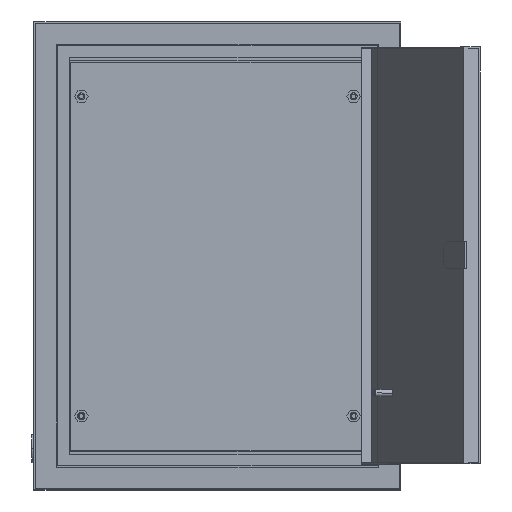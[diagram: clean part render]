
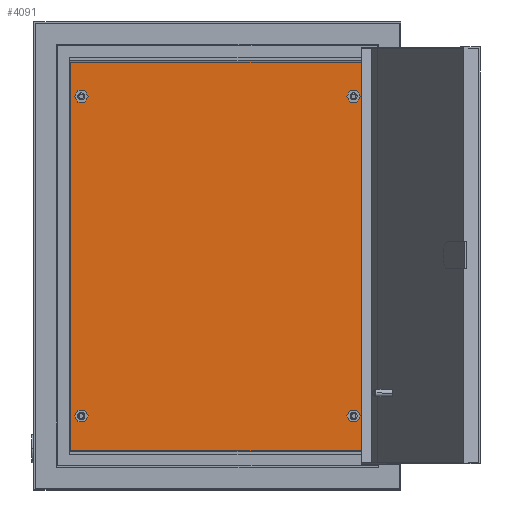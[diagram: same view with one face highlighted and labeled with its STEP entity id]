
A CAD part, top view. The second image highlights one B-rep face of the part: STEP entity #4091.
In plain terms, the highlighted planar face has unit normal (0, 0, 1).
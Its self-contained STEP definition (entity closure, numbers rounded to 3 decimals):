
#11 = ORIENTED_EDGE ( 'NONE', *, *, #4189, .F. ) ;
#34 = VECTOR ( 'NONE', #2088, 1000. ) ;
#36 = FACE_BOUND ( 'NONE', #1191, .T. ) ;
#61 = VERTEX_POINT ( 'NONE', #1552 ) ;
#64 = EDGE_CURVE ( 'NONE', #2676, #555, #2022, .T. ) ;
#84 = CIRCLE ( 'NONE', #2538, 4. ) ;
#127 = CARTESIAN_POINT ( 'NONE',  ( -119., 135., 0. ) ) ;
#133 = ORIENTED_EDGE ( 'NONE', *, *, #64, .F. ) ;
#150 = FACE_BOUND ( 'NONE', #2968, .T. ) ;
#199 = CARTESIAN_POINT ( 'NONE',  ( -125., 165., 0. ) ) ;
#266 = CIRCLE ( 'NONE', #3016, 4. ) ;
#291 = ORIENTED_EDGE ( 'NONE', *, *, #3894, .T. ) ;
#292 = VERTEX_POINT ( 'NONE', #1325 ) ;
#374 = CARTESIAN_POINT ( 'NONE',  ( -125., 165., 0. ) ) ;
#420 = CARTESIAN_POINT ( 'NONE',  ( -119., -135., 0. ) ) ;
#437 = CIRCLE ( 'NONE', #456, 4. ) ;
#456 = AXIS2_PLACEMENT_3D ( 'NONE', #1564, #2964, #902 ) ;
#477 = AXIS2_PLACEMENT_3D ( 'NONE', #3546, #2927, #790 ) ;
#491 = AXIS2_PLACEMENT_3D ( 'NONE', #4348, #1534, #2247 ) ;
#555 = VERTEX_POINT ( 'NONE', #420 ) ;
#632 = ORIENTED_EDGE ( 'NONE', *, *, #2476, .T. ) ;
#652 = EDGE_CURVE ( 'NONE', #61, #1818, #437, .T. ) ;
#659 = CARTESIAN_POINT ( 'NONE',  ( -125., -165., 0. ) ) ;
#708 = DIRECTION ( 'NONE',  ( -1., 0., 0. ) ) ;
#710 = CARTESIAN_POINT ( 'NONE',  ( 0., 0., 0. ) ) ;
#729 = DIRECTION ( 'NONE',  ( 0., 0., 1. ) ) ;
#733 = CARTESIAN_POINT ( 'NONE',  ( 115., 135., 0. ) ) ;
#790 = DIRECTION ( 'NONE',  ( 1., 0., 0. ) ) ;
#880 = EDGE_LOOP ( 'NONE', ( #1977, #3181, #632, #291 ) ) ;
#902 = DIRECTION ( 'NONE',  ( 1., 0., 0. ) ) ;
#908 = ORIENTED_EDGE ( 'NONE', *, *, #652, .F. ) ;
#942 = CARTESIAN_POINT ( 'NONE',  ( -125., -165., 0. ) ) ;
#1030 = EDGE_CURVE ( 'NONE', #2951, #2505, #2131, .T. ) ;
#1032 = AXIS2_PLACEMENT_3D ( 'NONE', #1719, #4563, #2803 ) ;
#1033 = DIRECTION ( 'NONE',  ( -1., 0., 0. ) ) ;
#1035 = EDGE_CURVE ( 'NONE', #3898, #4108, #4051, .T. ) ;
#1132 = DIRECTION ( 'NONE',  ( 0., 0., 1. ) ) ;
#1191 = EDGE_LOOP ( 'NONE', ( #3477, #2191 ) ) ;
#1195 = ORIENTED_EDGE ( 'NONE', *, *, #3974, .F. ) ;
#1222 = FACE_BOUND ( 'NONE', #1617, .T. ) ;
#1309 = CARTESIAN_POINT ( 'NONE',  ( 125., 165., 0. ) ) ;
#1316 = ORIENTED_EDGE ( 'NONE', *, *, #1035, .F. ) ;
#1325 = CARTESIAN_POINT ( 'NONE',  ( 119., -135., 0. ) ) ;
#1331 = DIRECTION ( 'NONE',  ( 0., 1., 0. ) ) ;
#1417 = DIRECTION ( 'NONE',  ( 1., 0., 0. ) ) ;
#1509 = CARTESIAN_POINT ( 'NONE',  ( -111., -135., 0. ) ) ;
#1514 = DIRECTION ( 'NONE',  ( 1., 0., 0. ) ) ;
#1534 = DIRECTION ( 'NONE',  ( 0., 0., 1. ) ) ;
#1552 = CARTESIAN_POINT ( 'NONE',  ( -111., 135., 0. ) ) ;
#1564 = CARTESIAN_POINT ( 'NONE',  ( -115., 135., 0. ) ) ;
#1617 = EDGE_LOOP ( 'NONE', ( #1316, #11 ) ) ;
#1718 = AXIS2_PLACEMENT_3D ( 'NONE', #2809, #3869, #708 ) ;
#1719 = CARTESIAN_POINT ( 'NONE',  ( -115., -135., 0. ) ) ;
#1763 = AXIS2_PLACEMENT_3D ( 'NONE', #3946, #729, #1417 ) ;
#1791 = CARTESIAN_POINT ( 'NONE',  ( 111., -135., 0. ) ) ;
#1810 = DIRECTION ( 'NONE',  ( 0., -1., 0. ) ) ;
#1818 = VERTEX_POINT ( 'NONE', #127 ) ;
#1925 = EDGE_CURVE ( 'NONE', #2505, #4382, #4257, .T. ) ;
#1949 = VECTOR ( 'NONE', #1331, 1000. ) ;
#1977 = ORIENTED_EDGE ( 'NONE', *, *, #1030, .T. ) ;
#2022 = CIRCLE ( 'NONE', #491, 4. ) ;
#2052 = EDGE_CURVE ( 'NONE', #3664, #292, #84, .T. ) ;
#2086 = DIRECTION ( 'NONE',  ( 1., 0., 0. ) ) ;
#2088 = DIRECTION ( 'NONE',  ( 1., 0., 0. ) ) ;
#2093 = EDGE_LOOP ( 'NONE', ( #133, #2687 ) ) ;
#2099 = CARTESIAN_POINT ( 'NONE',  ( -125., 165., 0. ) ) ;
#2131 = LINE ( 'NONE', #374, #3939 ) ;
#2143 = DIRECTION ( 'NONE',  ( -1., 0., 0. ) ) ;
#2191 = ORIENTED_EDGE ( 'NONE', *, *, #2052, .F. ) ;
#2224 = LINE ( 'NONE', #2099, #3600 ) ;
#2247 = DIRECTION ( 'NONE',  ( -1., 0., 0. ) ) ;
#2437 = PLANE ( 'NONE',  #2470 ) ;
#2457 = CARTESIAN_POINT ( 'NONE',  ( 125., -165., 0. ) ) ;
#2470 = AXIS2_PLACEMENT_3D ( 'NONE', #710, #2777, #2086 ) ;
#2476 = EDGE_CURVE ( 'NONE', #4382, #4449, #3826, .T. ) ;
#2505 = VERTEX_POINT ( 'NONE', #942 ) ;
#2538 = AXIS2_PLACEMENT_3D ( 'NONE', #3973, #4308, #1514 ) ;
#2676 = VERTEX_POINT ( 'NONE', #1509 ) ;
#2687 = ORIENTED_EDGE ( 'NONE', *, *, #4344, .F. ) ;
#2777 = DIRECTION ( 'NONE',  ( 0., 0., 1. ) ) ;
#2803 = DIRECTION ( 'NONE',  ( -1., 0., 0. ) ) ;
#2809 = CARTESIAN_POINT ( 'NONE',  ( 115., 135., 0. ) ) ;
#2927 = DIRECTION ( 'NONE',  ( 0., 0., 1. ) ) ;
#2951 = VERTEX_POINT ( 'NONE', #199 ) ;
#2964 = DIRECTION ( 'NONE',  ( 0., 0., 1. ) ) ;
#2968 = EDGE_LOOP ( 'NONE', ( #908, #1195 ) ) ;
#2998 = CIRCLE ( 'NONE', #1763, 4. ) ;
#3016 = AXIS2_PLACEMENT_3D ( 'NONE', #733, #1132, #2143 ) ;
#3181 = ORIENTED_EDGE ( 'NONE', *, *, #1925, .T. ) ;
#3477 = ORIENTED_EDGE ( 'NONE', *, *, #3911, .F. ) ;
#3520 = CARTESIAN_POINT ( 'NONE',  ( 111., 135., 0. ) ) ;
#3546 = CARTESIAN_POINT ( 'NONE',  ( -115., 135., 0. ) ) ;
#3600 = VECTOR ( 'NONE', #1033, 1000. ) ;
#3664 = VERTEX_POINT ( 'NONE', #1791 ) ;
#3711 = FACE_OUTER_BOUND ( 'NONE', #880, .T. ) ;
#3767 = CIRCLE ( 'NONE', #477, 4. ) ;
#3771 = CARTESIAN_POINT ( 'NONE',  ( 125., 165., 0. ) ) ;
#3826 = LINE ( 'NONE', #3771, #1949 ) ;
#3869 = DIRECTION ( 'NONE',  ( 0., 0., 1. ) ) ;
#3894 = EDGE_CURVE ( 'NONE', #4449, #2951, #2224, .T. ) ;
#3898 = VERTEX_POINT ( 'NONE', #4595 ) ;
#3911 = EDGE_CURVE ( 'NONE', #292, #3664, #2998, .T. ) ;
#3939 = VECTOR ( 'NONE', #1810, 1000. ) ;
#3946 = CARTESIAN_POINT ( 'NONE',  ( 115., -135., 0. ) ) ;
#3973 = CARTESIAN_POINT ( 'NONE',  ( 115., -135., 0. ) ) ;
#3974 = EDGE_CURVE ( 'NONE', #1818, #61, #3767, .T. ) ;
#3975 = CIRCLE ( 'NONE', #1032, 4. ) ;
#4040 = FACE_BOUND ( 'NONE', #2093, .T. ) ;
#4051 = CIRCLE ( 'NONE', #1718, 4. ) ;
#4091 = ADVANCED_FACE ( 'NONE', ( #4040, #36, #1222, #150, #3711 ), #2437, .T. ) ;
#4108 = VERTEX_POINT ( 'NONE', #3520 ) ;
#4189 = EDGE_CURVE ( 'NONE', #4108, #3898, #266, .T. ) ;
#4257 = LINE ( 'NONE', #659, #34 ) ;
#4308 = DIRECTION ( 'NONE',  ( 0., 0., 1. ) ) ;
#4344 = EDGE_CURVE ( 'NONE', #555, #2676, #3975, .T. ) ;
#4348 = CARTESIAN_POINT ( 'NONE',  ( -115., -135., 0. ) ) ;
#4382 = VERTEX_POINT ( 'NONE', #2457 ) ;
#4449 = VERTEX_POINT ( 'NONE', #1309 ) ;
#4563 = DIRECTION ( 'NONE',  ( 0., 0., 1. ) ) ;
#4595 = CARTESIAN_POINT ( 'NONE',  ( 119., 135., 0. ) ) ;
